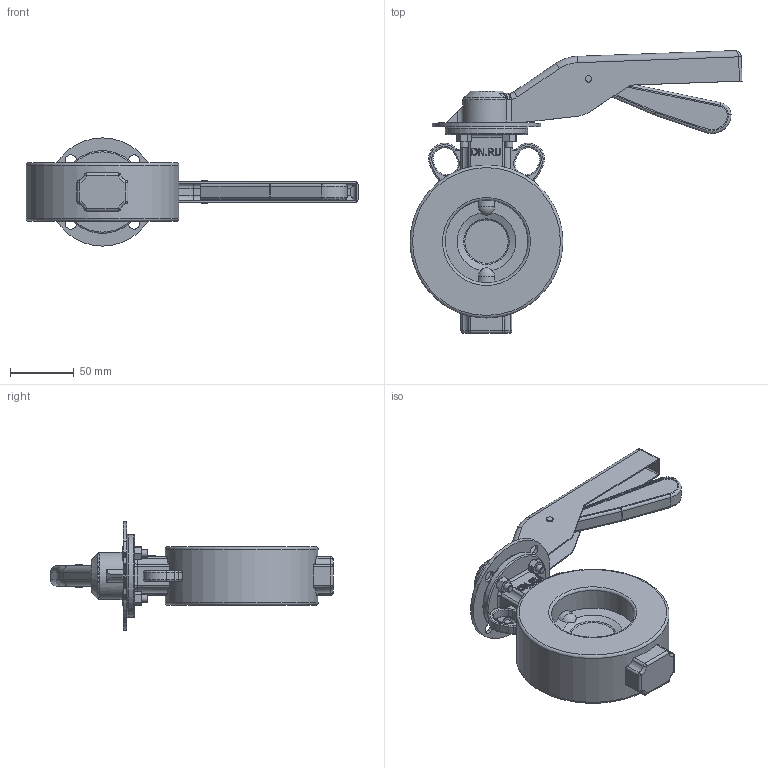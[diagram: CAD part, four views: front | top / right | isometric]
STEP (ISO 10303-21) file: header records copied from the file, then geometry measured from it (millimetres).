
FILE_DESCRIPTION(/* description */ (''),/* implementation_level */ '2;1');
FILE_NAME(/* name */ 'DN65_3D_STEP.stp',/* time_stamp */ '2024-12-02T03:18:37+03:00',/* author */ ('igorr'),/* organization */ (''),/* preprocessor_version */ 'ST-DEVELOPER v20',/* originating_system */ 'Autodesk Inventor 2025',/* authorisation */ '');
FILE_SCHEMA (('AUTOMOTIVE_DESIGN { 1 0 10303 214 3 1 1 }'));
Length unit declared in the file: millimetre
Products named in the file (5): Сборка; Деталь; Рукоятка; AS 1427 - M6 x 20; ANSI B18.2.4.2M - M6x1
Assembly tree (10 placements, depth 2):
  Сборка
    Деталь
    Рукоятка
    AS 1427 - M6 x 20  x4
    ANSI B18.2.4.2M - M6x1  x4
Bounding box: 260.46 x 221.82 x 85 mm (x, y, z)
Volume: 507116.3 mm3; surface area: 126490.5 mm2
Topology: 10 solids, 10 shells, 624 faces, 1574 edges, 971 vertices
Faces by surface type: plane 201, cylinder 159, cone 111, torus 88, bspline 51, sphere 14
Full cylindrical faces by diameter (mm): 4.917 x4, 5 x4, 5.387 x4, 6 x4, 7 x8, 9 x4, 10.5 x4, 11 x4, 20 x1, 65 x3, 83 x1, 85 x1, 120 x1
Entity records: 16214 total; most frequent: CARTESIAN_POINT 4416, ORIENTED_EDGE 2376, DIRECTION 2327, EDGE_CURVE 1188, AXIS2_PLACEMENT_3D 923, VERTEX_POINT 734, EDGE_LOOP 522, LINE 481
